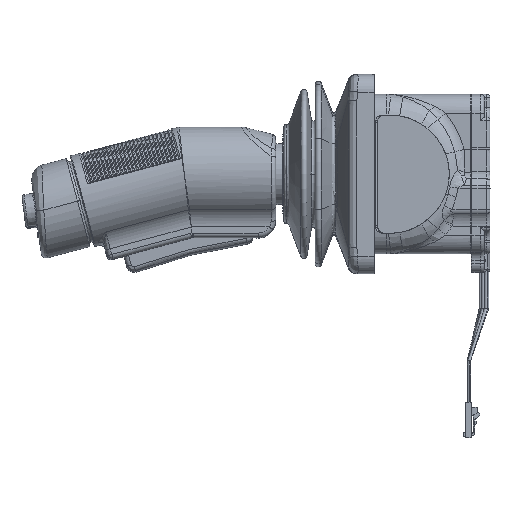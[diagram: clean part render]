
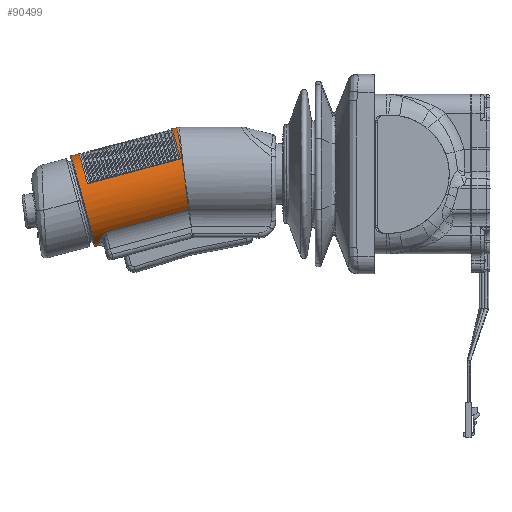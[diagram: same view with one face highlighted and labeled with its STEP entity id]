
A CAD part, left-side view. The second image highlights one B-rep face of the part: STEP entity #90499.
In plain terms, the highlighted cylindrical face has radius 20 mm (diameter 40 mm), a partial arc.
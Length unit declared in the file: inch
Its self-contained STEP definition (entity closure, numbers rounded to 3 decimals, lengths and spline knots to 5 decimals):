
#3252=CARTESIAN_POINT('',(-0.28341,3.20633,
-1.14496));
#3339=DIRECTION('',(0.,0.966,-0.259));
#3340=VECTOR('',#3339,0.08418);
#3341=CARTESIAN_POINT('',(-0.00003,1.89034,
0.78338));
#3342=LINE('',#3341,#3340);
#3352=DIRECTION('',(0.,0.966,-0.259));
#3353=VECTOR('',#3352,0.14567);
#3354=CARTESIAN_POINT('',(0.,3.53462,0.34279));
#3355=LINE('',#3354,#3353);
#3394=DIRECTION('',(0.,0.966,-0.259));
#3395=VECTOR('',#3394,0.06689);
#3396=CARTESIAN_POINT('',(0.,3.20313,
-1.19874));
#3397=LINE('',#3396,#3395);
#19003=CARTESIAN_POINT('',(0.,3.26774,
-1.21605));
#19004=CARTESIAN_POINT('',(-0.02425,3.26754,
-1.216));
#19005=CARTESIAN_POINT('',(-0.07275,3.26774,
-1.21373));
#19006=CARTESIAN_POINT('',(-0.14489,3.26974,
-1.20385));
#19007=CARTESIAN_POINT('',(-0.21578,3.27346,
-1.18759));
#19008=CARTESIAN_POINT('',(-0.28484,3.27888,
-1.16507));
#19009=CARTESIAN_POINT('',(-0.35147,3.28593,
-1.13651));
#19010=CARTESIAN_POINT('',(-0.4151,3.29457,
-1.10213));
#19011=CARTESIAN_POINT('',(-0.47519,3.30472,
-1.06224));
#19012=CARTESIAN_POINT('',(-0.53122,3.3163,
-1.01717));
#19013=CARTESIAN_POINT('',(-0.58272,3.3292,
-0.96731));
#19014=CARTESIAN_POINT('',(-0.62925,3.34331,
-0.91308));
#19015=CARTESIAN_POINT('',(-0.67041,3.35852,
-0.85495));
#19016=CARTESIAN_POINT('',(-0.70586,3.37469,
-0.79341));
#19017=CARTESIAN_POINT('',(-0.73528,3.39169,
-0.72898));
#19018=CARTESIAN_POINT('',(-0.75842,3.40937,
-0.66223));
#19019=CARTESIAN_POINT('',(-0.7751,3.42758,
-0.59371));
#19020=CARTESIAN_POINT('',(-0.78516,3.44616,
-0.52401));
#19021=CARTESIAN_POINT('',(-0.78852,3.46497,
-0.45372));
#19022=CARTESIAN_POINT('',(-0.78516,3.48383,
-0.38345));
#19023=CARTESIAN_POINT('',(-0.7751,3.50258,
-0.3138));
#19024=CARTESIAN_POINT('',(-0.75842,3.52107,
-0.24535));
#19025=CARTESIAN_POINT('',(-0.73527,3.53914,
-0.1787));
#19026=CARTESIAN_POINT('',(-0.70586,3.55663,
-0.11441));
#19027=CARTESIAN_POINT('',(-0.67041,3.57339,
-0.05302));
#19028=CARTESIAN_POINT('',(-0.62925,3.58929,
0.00492));
#19029=CARTESIAN_POINT('',(-0.58272,3.60418,
0.05894));
#19030=CARTESIAN_POINT('',(-0.53122,3.61794,
0.10858));
#19031=CARTESIAN_POINT('',(-0.47519,3.63045,
0.15339));
#19032=CARTESIAN_POINT('',(-0.4151,3.64161,
0.19302));
#19033=CARTESIAN_POINT('',(-0.35147,3.65131,
0.22711));
#19034=CARTESIAN_POINT('',(-0.28484,3.65948,
0.25537));
#19035=CARTESIAN_POINT('',(-0.21578,3.66605,
0.27757));
#19036=CARTESIAN_POINT('',(-0.14489,3.67096,
0.29352));
#19037=CARTESIAN_POINT('',(-0.07275,3.67416,
0.30308));
#19038=CARTESIAN_POINT('',(-0.02425,3.67513,
0.30514));
#19039=CARTESIAN_POINT('',(0.,3.67532,
0.30509));
#19041=DIRECTION('',(0.,-0.966,0.259));
#19042=VECTOR('',#19041,1.61811);
#19043=CARTESIAN_POINT('',(-0.74209,3.39896,
-0.1635));
#19044=LINE('',#19043,#19042);
#19045=CARTESIAN_POINT('',(-0.00003,1.89034,
0.78338));
#19046=CARTESIAN_POINT('',(-0.10342,1.89034,
0.78337));
#19047=CARTESIAN_POINT('',(-0.31029,1.88411,
0.74225));
#19048=CARTESIAN_POINT('',(-0.57238,1.85759,
0.56726));
#19049=CARTESIAN_POINT('',(-0.74673,1.81808,
0.30647));
#19050=CARTESIAN_POINT('',(-0.78739,1.78715,
0.10231));
#19051=CARTESIAN_POINT('',(-0.7874,1.77165,
0.));
#19053=CARTESIAN_POINT('',(-0.7874,1.77165,
0.));
#19054=CARTESIAN_POINT('',(-0.7874,1.76531,
-0.05666));
#19055=CARTESIAN_POINT('',(-0.77529,1.75264,
-0.16973));
#19056=CARTESIAN_POINT('',(-0.72151,1.73448,
-0.3319));
#19057=CARTESIAN_POINT('',(-0.63445,1.718,
-0.47901));
#19058=CARTESIAN_POINT('',(-0.55673,1.70864,
-0.56256));
#19059=CARTESIAN_POINT('',(-0.51382,1.70448,
-0.5997));
#19061=CARTESIAN_POINT('',(-0.51382,3.08464,
-0.96951));
#19062=CARTESIAN_POINT('',(-0.50226,3.09611,
-0.98289));
#19063=CARTESIAN_POINT('',(-0.47971,3.11793,
-1.00764));
#19064=CARTESIAN_POINT('',(-0.4473,3.1457,
-1.03945));
#19065=CARTESIAN_POINT('',(-0.41592,3.16811,
-1.06669));
#19066=CARTESIAN_POINT('',(-0.38582,3.18498,
-1.08959));
#19067=CARTESIAN_POINT('',(-0.35727,3.19664,
-1.1085));
#19068=CARTESIAN_POINT('',(-0.3307,3.20365,
-1.12369));
#19069=CARTESIAN_POINT('',(-0.30614,3.20681,
-1.13575));
#19070=CARTESIAN_POINT('',(-0.29078,3.2068,
-1.14214));
#19071=CARTESIAN_POINT('',(-0.28341,3.20633,
-1.14496));
#19073=CARTESIAN_POINT('',(-0.28341,3.20633,
-1.14496));
#19074=CARTESIAN_POINT('',(-0.19329,3.20068,
-1.17944));
#19075=CARTESIAN_POINT('',(-0.09662,3.19954,
-1.19778));
#19076=CARTESIAN_POINT('',(0.,3.20313,
-1.19874));
#19086=CARTESIAN_POINT('',(0.,3.33083,-0.41778));
#19087=DIRECTION('',(0.,0.966,-0.259));
#19088=DIRECTION('',(-0.942,0.087,0.323));
#19089=AXIS2_PLACEMENT_3D('',#19086,#19087,#19088);
#20681=CARTESIAN_POINT('',(0.,1.76785,0.00102));
#20682=DIRECTION('',(0.,-0.966,0.259));
#20683=DIRECTION('',(0.,0.259,0.966));
#20684=AXIS2_PLACEMENT_3D('',#20681,#20682,#20683);
#21634=DIRECTION('',(0.,-0.966,0.259));
#21635=VECTOR('',#21634,1.42884);
#21636=CARTESIAN_POINT('',(-0.51382,3.08464,
-0.96951));
#21637=LINE('',#21636,#21635);
#51689=VERTEX_POINT('',#3252);
#51690=CARTESIAN_POINT('',(-0.74209,3.39896,
-0.1635));
#51691=CARTESIAN_POINT('',(-0.74209,1.83598,
0.2553));
#51692=VERTEX_POINT('',#51690);
#51693=VERTEX_POINT('',#51691);
#51694=VERTEX_POINT('',#19053);
#51695=VERTEX_POINT('',#19059);
#51696=CARTESIAN_POINT('',(-0.51382,3.08464,
-0.96951));
#51697=VERTEX_POINT('',#51696);
#52080=CARTESIAN_POINT('',(0.,3.20313,
-1.19874));
#52081=CARTESIAN_POINT('',(0.,3.26774,
-1.21605));
#52082=VERTEX_POINT('',#52080);
#52083=VERTEX_POINT('',#52081);
#52084=CARTESIAN_POINT('',(-0.00003,1.89034,
0.78338));
#52085=CARTESIAN_POINT('',(0.,1.97165,0.76159));
#52086=VERTEX_POINT('',#52084);
#52087=VERTEX_POINT('',#52085);
#52088=CARTESIAN_POINT('',(0.,3.53462,0.34279));
#52089=CARTESIAN_POINT('',(0.,3.67532,
0.30509));
#52090=VERTEX_POINT('',#52088);
#52091=VERTEX_POINT('',#52089);
#90473=CARTESIAN_POINT('',(0.,1.77165,0.));
#90474=DIRECTION('',(0.,0.966,-0.259));
#90475=DIRECTION('',(0.,0.259,0.966));
#90476=AXIS2_PLACEMENT_3D('',#90473,#90474,#90475);
#90477=CYLINDRICAL_SURFACE('',#90476,0.7874);
#90478=ORIENTED_EDGE('',*,*,#64086,.T.);
#90479=ORIENTED_EDGE('',*,*,#90468,.T.);
#90480=ORIENTED_EDGE('',*,*,#64082,.F.);
#90482=ORIENTED_EDGE('',*,*,#90481,.F.);
#90484=ORIENTED_EDGE('',*,*,#90483,.T.);
#90486=ORIENTED_EDGE('',*,*,#90485,.F.);
#90487=ORIENTED_EDGE('',*,*,#64074,.F.);
#90489=ORIENTED_EDGE('',*,*,#90488,.T.);
#90491=ORIENTED_EDGE('',*,*,#90490,.T.);
#90493=ORIENTED_EDGE('',*,*,#90492,.F.);
#90495=ORIENTED_EDGE('',*,*,#90494,.T.);
#90496=ORIENTED_EDGE('',*,*,#63946,.T.);
#90497=EDGE_LOOP('',(#90478,#90479,#90480,#90482,#90484,#90486,#90487,#90489,
#90491,#90493,#90495,#90496));
#90498=FACE_OUTER_BOUND('',#90497,.F.);
#90499=ADVANCED_FACE('',(#90498),#90477,.T.);
#19040=B_SPLINE_CURVE_WITH_KNOTS('',3,(#19003,#19004,#19005,#19006,#19007,
#19008,#19009,#19010,#19011,#19012,#19013,#19014,#19015,#19016,#19017,#19018,
#19019,#19020,#19021,#19022,#19023,#19024,#19025,#19026,#19027,#19028,#19029,
#19030,#19031,#19032,#19033,#19034,#19035,#19036,#19037,#19038,#19039),
.UNSPECIFIED.,.F.,.F.,(4,1,1,1,1,1,1,1,1,1,1,1,1,1,1,1,1,1,1,1,1,1,1,1,1,1,1,1,
1,1,1,1,1,1,4),(0.,0.02941,0.05882,0.08824,
0.11765,0.14706,0.17647,0.20588,
0.23529,0.26471,0.29412,0.32353,
0.35294,0.38235,0.41176,0.44118,
0.47059,0.5,0.52941,0.55882,0.58824,
0.61765,0.64706,0.67647,0.70588,
0.73529,0.76471,0.79412,0.82353,
0.85294,0.88235,0.91176,0.94118,
0.97059,1.),.UNSPECIFIED.);
#19052=B_SPLINE_CURVE_WITH_KNOTS('',3,(#19045,#19046,#19047,#19048,#19049,
#19050,#19051),.UNSPECIFIED.,.F.,.F.,(4,1,1,1,4),(0.,0.25,0.5,0.75,
1.),.UNSPECIFIED.);
#19060=B_SPLINE_CURVE_WITH_KNOTS('',3,(#19053,#19054,#19055,#19056,#19057,
#19058,#19059),.UNSPECIFIED.,.F.,.F.,(4,1,1,1,4),(0.,0.25,0.5,0.75,
1.),.UNSPECIFIED.);
#19072=B_SPLINE_CURVE_WITH_KNOTS('',3,(#19061,#19062,#19063,#19064,#19065,
#19066,#19067,#19068,#19069,#19070,#19071),.UNSPECIFIED.,.F.,.F.,(4,1,1,1,1,1,1,
1,4),(0.,0.125,0.25,0.375,0.5,0.625,0.75,0.875,1.),
.UNSPECIFIED.);
#19077=B_SPLINE_CURVE_WITH_KNOTS('',3,(#19073,#19074,#19075,#19076),
.UNSPECIFIED.,.F.,.F.,(4,4),(0.,1.),.UNSPECIFIED.);
#19090=CIRCLE('',#19089,0.7874);
#20685=CIRCLE('',#20684,0.7874);
#63946=EDGE_CURVE('',#51689,#52082,#19077,.T.);
#64074=EDGE_CURVE('',#52086,#52087,#3342,.T.);
#64082=EDGE_CURVE('',#52090,#52091,#3355,.T.);
#64086=EDGE_CURVE('',#52082,#52083,#3397,.T.);
#90468=EDGE_CURVE('',#52083,#52091,#19040,.T.);
#90481=EDGE_CURVE('',#51692,#52090,#19090,.T.);
#90483=EDGE_CURVE('',#51692,#51693,#19044,.T.);
#90485=EDGE_CURVE('',#52087,#51693,#20685,.T.);
#90488=EDGE_CURVE('',#52086,#51694,#19052,.T.);
#90490=EDGE_CURVE('',#51694,#51695,#19060,.T.);
#90492=EDGE_CURVE('',#51697,#51695,#21637,.T.);
#90494=EDGE_CURVE('',#51697,#51689,#19072,.T.);
